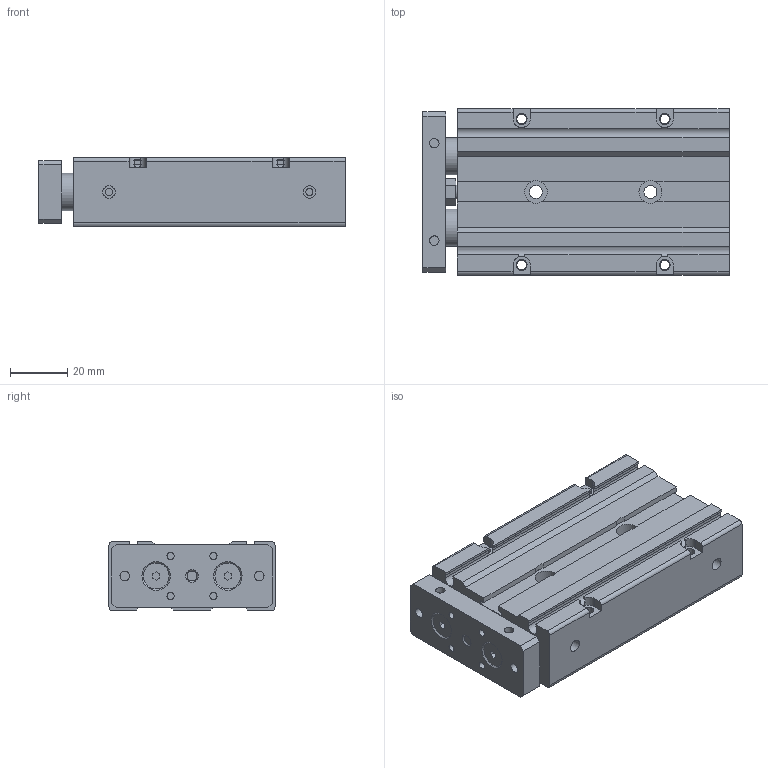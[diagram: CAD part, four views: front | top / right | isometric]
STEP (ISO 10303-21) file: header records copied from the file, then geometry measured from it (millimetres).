
FILE_DESCRIPTION((''),'2;1');
FILE_NAME('DPCO16X50.STEP','2012-11-28T08:30:56',('Administrator'),(''),'CADlook_v9.0','Cimatron E 8.0','');
FILE_SCHEMA(('AUTOMOTIVE_DESIGN { 1 2 10303 214 0 1 1 1 }'));
Length unit declared in the file: millimetre
Bounding box: 107 x 58 x 24 mm (x, y, z)
Volume: 115859.4 mm3; surface area: 39872.2 mm2
Topology: 2 solids, 2 shells, 213 faces, 548 edges, 369 vertices
Faces by surface type: plane 138, cylinder 72, cone 3
Full cylindrical faces by diameter (mm): 2.5 x6, 3.3 x12, 3.8 x4, 4.3 x3, 4.5 x2, 5 x1, 8 x4, 10 x2, 13 x4
Entity records: 8217 total; most frequent: CARTESIAN_POINT 1210, DIRECTION 1104, ORIENTED_EDGE 1014, EDGE_CURVE 507, AXIS2_PLACEMENT_3D 387, VERTEX_POINT 369, VECTOR 330, LINE 330
